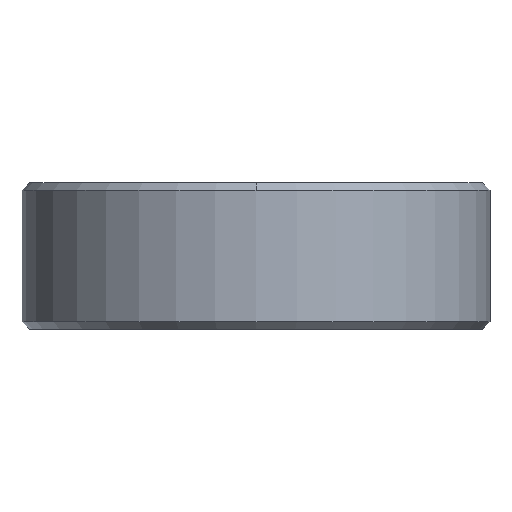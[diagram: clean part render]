
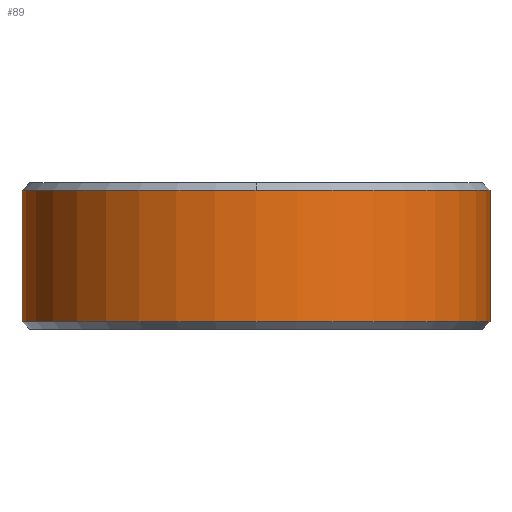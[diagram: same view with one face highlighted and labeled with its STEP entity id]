
A CAD part, front view. The second image highlights one B-rep face of the part: STEP entity #89.
In plain terms, the highlighted cylindrical face has radius 8 mm (diameter 16 mm), a partial arc.
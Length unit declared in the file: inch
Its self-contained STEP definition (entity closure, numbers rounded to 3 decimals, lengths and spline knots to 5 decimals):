
#13 = CARTESIAN_POINT ( 'NONE',  ( 0., 0., 0.08858 ) ) ;
#22 = ORIENTED_EDGE ( 'NONE', *, *, #439, .T. ) ;
#26 = ORIENTED_EDGE ( 'NONE', *, *, #224, .F. ) ;
#32 = DIRECTION ( 'NONE',  ( 0., 0., -1. ) ) ;
#34 = CARTESIAN_POINT ( 'NONE',  ( 0.31496, 0., -0.08858 ) ) ;
#39 = AXIS2_PLACEMENT_3D ( 'NONE', #56, #520, #230 ) ;
#48 = ORIENTED_EDGE ( 'NONE', *, *, #123, .T. ) ;
#56 = CARTESIAN_POINT ( 'NONE',  ( 0., 0., -0.08858 ) ) ;
#82 = DIRECTION ( 'NONE',  ( 1., 0., 0. ) ) ;
#89 = ADVANCED_FACE ( 'NONE', ( #578 ), #639, .T. ) ;
#96 = CIRCLE ( 'NONE', #401, 0.31496 ) ;
#123 = EDGE_CURVE ( 'NONE', #548, #550, #568, .T. ) ;
#128 = ORIENTED_EDGE ( 'NONE', *, *, #193, .T. ) ;
#155 = VERTEX_POINT ( 'NONE', #693 ) ;
#185 = DIRECTION ( 'NONE',  ( 1., 0., 0. ) ) ;
#189 = CARTESIAN_POINT ( 'NONE',  ( -0.31496, 0., -0.08858 ) ) ;
#193 = EDGE_CURVE ( 'NONE', #155, #244, #231, .T. ) ;
#200 = CARTESIAN_POINT ( 'NONE',  ( 0., 0., 0.08858 ) ) ;
#210 = VERTEX_POINT ( 'NONE', #189 ) ;
#217 = DIRECTION ( 'NONE',  ( 1., 0., 0. ) ) ;
#224 = EDGE_CURVE ( 'NONE', #210, #244, #261, .T. ) ;
#228 = DIRECTION ( 'NONE',  ( 0., 0., 1. ) ) ;
#230 = DIRECTION ( 'NONE',  ( 1., 0., 0. ) ) ;
#231 = CIRCLE ( 'NONE', #411, 0.31496 ) ;
#243 = DIRECTION ( 'NONE',  ( 0., 0., 1. ) ) ;
#244 = VERTEX_POINT ( 'NONE', #349 ) ;
#261 = LINE ( 'NONE', #673, #662 ) ;
#289 = AXIS2_PLACEMENT_3D ( 'NONE', #342, #228, #217 ) ;
#335 = ORIENTED_EDGE ( 'NONE', *, *, #641, .T. ) ;
#342 = CARTESIAN_POINT ( 'NONE',  ( 0., 0., 0.09843 ) ) ;
#349 = CARTESIAN_POINT ( 'NONE',  ( -0.31496, 0., 0.08858 ) ) ;
#401 = AXIS2_PLACEMENT_3D ( 'NONE', #200, #661, #82 ) ;
#411 = AXIS2_PLACEMENT_3D ( 'NONE', #13, #32, #185 ) ;
#428 = CIRCLE ( 'NONE', #39, 0.31496 ) ;
#439 = EDGE_CURVE ( 'NONE', #550, #155, #96, .T. ) ;
#458 = CARTESIAN_POINT ( 'NONE',  ( 0.31496, 0., 0.09843 ) ) ;
#520 = DIRECTION ( 'NONE',  ( 0., 0., 1. ) ) ;
#539 = VECTOR ( 'NONE', #633, 39.37008 ) ;
#548 = VERTEX_POINT ( 'NONE', #34 ) ;
#550 = VERTEX_POINT ( 'NONE', #613 ) ;
#568 = LINE ( 'NONE', #458, #539 ) ;
#578 = FACE_OUTER_BOUND ( 'NONE', #684, .T. ) ;
#613 = CARTESIAN_POINT ( 'NONE',  ( 0.31496, 0., 0.08858 ) ) ;
#633 = DIRECTION ( 'NONE',  ( 0., 0., 1. ) ) ;
#639 = CYLINDRICAL_SURFACE ( 'NONE', #289, 0.31496 ) ;
#641 = EDGE_CURVE ( 'NONE', #210, #548, #428, .T. ) ;
#661 = DIRECTION ( 'NONE',  ( 0., 0., -1. ) ) ;
#662 = VECTOR ( 'NONE', #243, 39.37008 ) ;
#673 = CARTESIAN_POINT ( 'NONE',  ( -0.31496, 0., 0.09843 ) ) ;
#684 = EDGE_LOOP ( 'NONE', ( #26, #335, #48, #22, #128 ) ) ;
#693 = CARTESIAN_POINT ( 'NONE',  ( 0., -0.31496, 0.08858 ) ) ;
